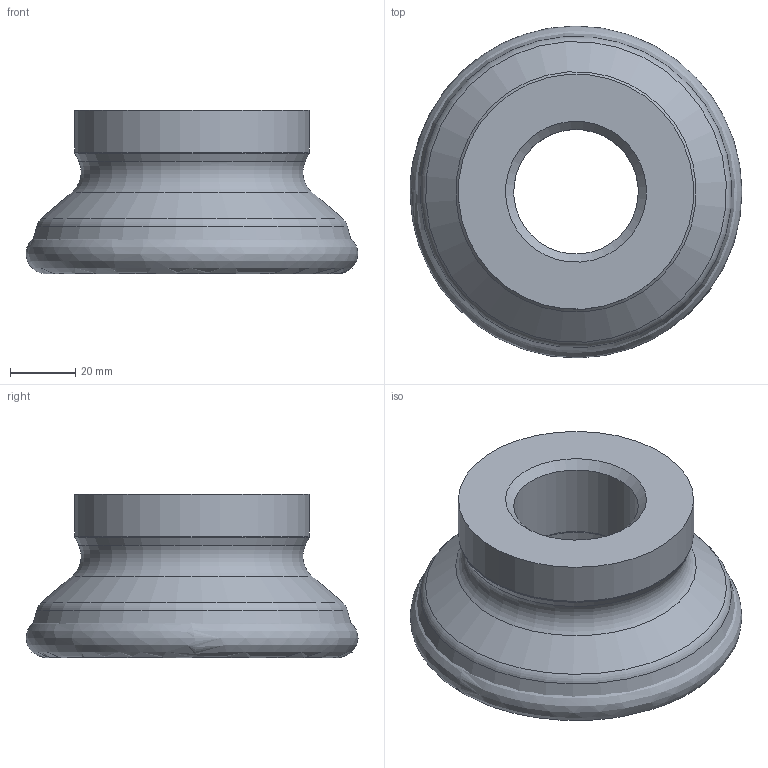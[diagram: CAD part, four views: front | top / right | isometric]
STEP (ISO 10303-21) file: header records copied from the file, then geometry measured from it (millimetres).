
FILE_DESCRIPTION(/* description */ (''),/* implementation_level */ '2;1');
FILE_NAME(/* name */ '1698411097116.stp',/* time_stamp */ '2023-10-27T18:21:46+06:00',/* author */ (''),/* organization */ ('SMS'),/* preprocessor_version */ 'ST-DEVELOPER v16.7',/* originating_system */ 'SIEMENS PLM Software NX 12.0',/* authorisation */ '');
FILE_SCHEMA (('AUTOMOTIVE_DESIGN { 1 0 10303 214 3 1 1 1 }'));
Length unit declared in the file: millimetre
Products named in the file (4): 204373886mod000_00; ASSEMBLY_CONSTRUCTION; 204892863mod000_01; 204892852mod000_01
Assembly tree (3 placements, depth 2):
  204892852mod000_01
    204892863mod000_01
    ASSEMBLY_CONSTRUCTION
    204373886mod000_00
Bounding box: 101.59 x 101.59 x 49.99 mm (x, y, z)
Volume: 193134.7 mm3; surface area: 39839.7 mm2
Topology: 2 solids, 2 shells, 23 faces, 48 edges, 46 vertices
Faces by surface type: cone 8, torus 7, plane 4, cylinder 3, bspline 1
Full cylindrical faces by diameter (mm): 38.112 x1, 56 x1, 72 x1
Entity records: 3708 total; most frequent: CARTESIAN_POINT 3029, DIRECTION 128, AXIS2_PLACEMENT_3D 64, FACE_BOUND 45, EDGE_LOOP 44, ORIENTED_EDGE 44, STYLED_ITEM 36, PRESENTATION_STYLE_ASSIGNMENT 36
